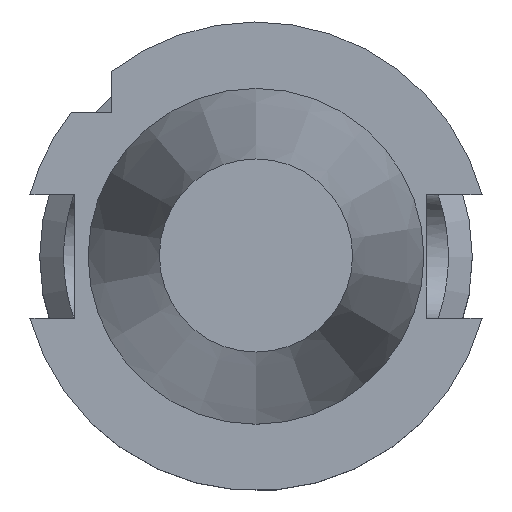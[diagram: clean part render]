
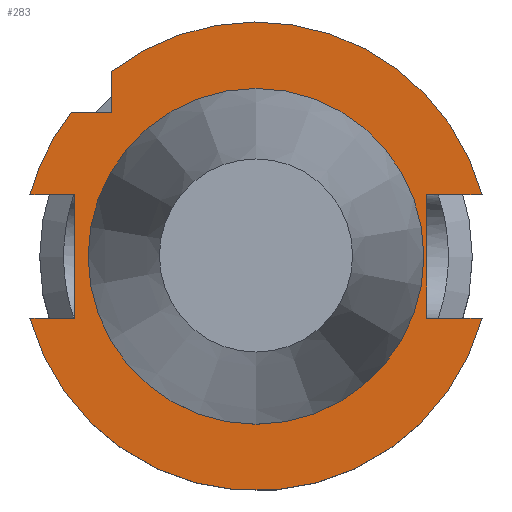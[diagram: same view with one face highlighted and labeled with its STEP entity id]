
A CAD part, top view. The second image highlights one B-rep face of the part: STEP entity #283.
In plain terms, the highlighted planar face has unit normal (0, 0, 1).
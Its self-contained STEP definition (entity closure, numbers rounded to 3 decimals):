
#201=EDGE_CURVE('240[2]',#590,#591,#592,.T.);
#216=EDGE_CURVE('240[2]',#615,#616,#617,.T.);
#242=EDGE_CURVE('240[2]',#660,#660,#661,.T.);
#269=EDGE_CURVE('240[2]',#566,#705,#706,.T.);
#283=ADVANCED_FACE('240[2]',(#724,#725),#726,.T.);
#356=EDGE_CURVE('240[2]',#591,#824,#825,.T.);
#404=EDGE_CURVE('240[2]',#590,#616,#883,.T.);
#439=EDGE_CURVE('240[2]',#587,#615,#930,.T.);
#456=EDGE_CURVE('240[2]',#705,#730,#950,.T.);
#463=EDGE_CURVE('240[2]',#824,#737,#958,.T.);
#479=EDGE_CURVE('240[2]',#653,#737,#975,.T.);
#503=EDGE_CURVE('240[2]',#587,#730,#1002,.T.);
#524=EDGE_CURVE('240[2]',#653,#566,#1027,.T.);
#566=VERTEX_POINT('',#1068);
#587=VERTEX_POINT('',#1105);
#590=VERTEX_POINT('',#1110);
#591=VERTEX_POINT('',#1111);
#592=LINE('',#1112,#1113);
#615=VERTEX_POINT('',#1154);
#616=VERTEX_POINT('',#1155);
#617=LINE('',#1156,#1157);
#653=VERTEX_POINT('',#1207);
#660=VERTEX_POINT('',#1217);
#661=CIRCLE('',#1218,34.925);
#705=VERTEX_POINT('',#1306);
#706=LINE('',#1307,#1308);
#724=FACE_OUTER_BOUND('',#1331,.T.);
#725=FACE_BOUND('',#1332,.T.);
#726=PLANE('',#1333);
#730=VERTEX_POINT('',#1339);
#737=VERTEX_POINT('',#1350);
#824=VERTEX_POINT('',#1540);
#825=LINE('',#1541,#1542);
#883=CIRCLE('',#1751,48.75);
#930=LINE('',#1814,#1815);
#950=LINE('',#1844,#1845);
#958=LINE('',#1857,#1858);
#975=CIRCLE('',#1882,48.75);
#1002=CIRCLE('',#1996,48.75);
#1027=LINE('',#2032,#2033);
#1068=CARTESIAN_POINT('',(35.5,-12.85,-1.5));
#1105=CARTESIAN_POINT('',(-30.0,38.426,-1.5));
#1110=CARTESIAN_POINT('',(-47.026,12.85,-1.5));
#1111=CARTESIAN_POINT('',(-37.7,12.85,-1.5));
#1112=CARTESIAN_POINT('',(-21.972,12.85,-1.5));
#1113=VECTOR('',#2092,1.0);
#1154=CARTESIAN_POINT('',(-30.0,30.0,-1.5));
#1155=CARTESIAN_POINT('',(-38.426,30.0,-1.5));
#1156=CARTESIAN_POINT('',(-18.059,30.0,-1.5));
#1157=VECTOR('',#2109,1.0);
#1207=CARTESIAN_POINT('',(47.026,-12.85,-1.5));
#1217=CARTESIAN_POINT('',(0.,34.925,-1.5));
#1218=AXIS2_PLACEMENT_3D('',#2146,#2147,#2148);
#1306=CARTESIAN_POINT('',(35.5,12.85,-1.5));
#1307=CARTESIAN_POINT('',(35.5,20.919,-1.5));
#1308=VECTOR('',#2171,1.0);
#1331=EDGE_LOOP('',(#2197,#2198,#2199,#2200,#2201,#2202,#2203,#2204,#2205,#2206,#2207));
#1332=EDGE_LOOP('',(#2208));
#1333=AXIS2_PLACEMENT_3D('',#2209,#2210,#2211);
#1339=CARTESIAN_POINT('',(47.026,12.85,-1.5));
#1350=CARTESIAN_POINT('',(-47.026,-12.85,-1.5));
#1540=CARTESIAN_POINT('',(-37.7,-12.85,-1.5));
#1541=CARTESIAN_POINT('',(-37.7,20.919,-1.5));
#1542=VECTOR('',#2332,1.0);
#1751=AXIS2_PLACEMENT_3D('',#2406,#2407,#2408);
#1814=CARTESIAN_POINT('',(-30.0,38.978,-1.5));
#1815=VECTOR('',#2472,1.0);
#1844=CARTESIAN_POINT('',(21.422,12.85,-1.5));
#1845=VECTOR('',#2502,1.0);
#1857=CARTESIAN_POINT('',(-21.972,-12.85,-1.5));
#1858=VECTOR('',#2512,1.0);
#1882=AXIS2_PLACEMENT_3D('',#2532,#2533,#2534);
#1996=AXIS2_PLACEMENT_3D('',#2573,#2574,#2575);
#2032=CARTESIAN_POINT('',(21.422,-12.85,-1.5));
#2033=VECTOR('',#2611,1.0);
#2092=DIRECTION('',(1.0,0.,0.));
#2109=DIRECTION('',(-1.0,0.0,0.));
#2146=CARTESIAN_POINT('',(0.,0.,-1.5));
#2147=DIRECTION('',(0.,0.,-1.0));
#2148=DIRECTION('',(0.,1.0,0.));
#2171=DIRECTION('',(0.0,1.0,0.));
#2197=ORIENTED_EDGE('',*,*,#216,.T.);
#2198=ORIENTED_EDGE('',*,*,#404,.F.);
#2199=ORIENTED_EDGE('',*,*,#201,.T.);
#2200=ORIENTED_EDGE('',*,*,#356,.T.);
#2201=ORIENTED_EDGE('',*,*,#463,.T.);
#2202=ORIENTED_EDGE('',*,*,#479,.F.);
#2203=ORIENTED_EDGE('',*,*,#524,.T.);
#2204=ORIENTED_EDGE('',*,*,#269,.T.);
#2205=ORIENTED_EDGE('',*,*,#456,.T.);
#2206=ORIENTED_EDGE('',*,*,#503,.F.);
#2207=ORIENTED_EDGE('',*,*,#439,.T.);
#2208=ORIENTED_EDGE('',*,*,#242,.T.);
#2209=CARTESIAN_POINT('',(0.,41.838,-1.5));
#2210=DIRECTION('',(0.,0.,1.0));
#2211=DIRECTION('',(0.,-1.0,0.));
#2332=DIRECTION('',(0.0,-1.0,0.));
#2406=CARTESIAN_POINT('',(0.,0.,-1.5));
#2407=DIRECTION('',(0.,0.,-1.0));
#2408=DIRECTION('',(0.,1.0,0.));
#2472=DIRECTION('',(0.0,-1.0,0.));
#2502=DIRECTION('',(1.0,0.,0.));
#2512=DIRECTION('',(-1.0,0.,0.));
#2532=CARTESIAN_POINT('',(0.,0.,-1.5));
#2533=DIRECTION('',(0.,0.,-1.0));
#2534=DIRECTION('',(0.,1.0,0.));
#2573=CARTESIAN_POINT('',(0.,0.,-1.5));
#2574=DIRECTION('',(0.,0.,-1.0));
#2575=DIRECTION('',(0.,1.0,0.));
#2611=DIRECTION('',(-1.0,0.,0.));
